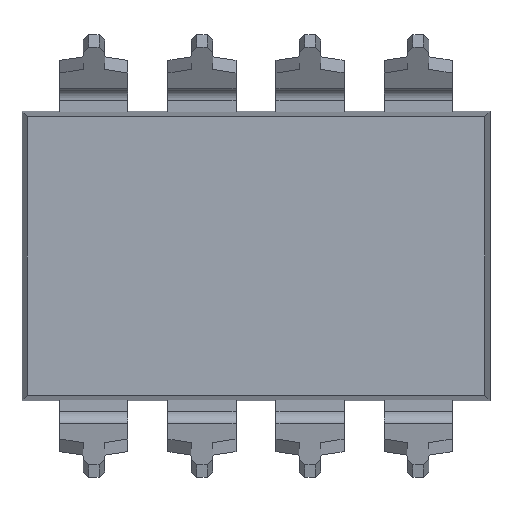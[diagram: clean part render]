
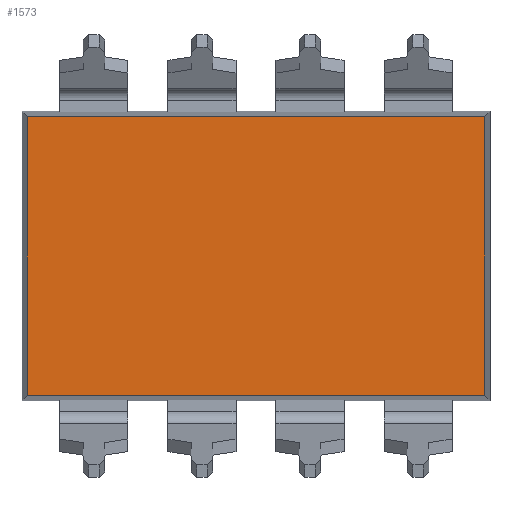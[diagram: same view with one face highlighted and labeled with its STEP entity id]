
A CAD part, front view. The second image highlights one B-rep face of the part: STEP entity #1573.
In plain terms, the highlighted planar face has unit normal (0, -1, 0).
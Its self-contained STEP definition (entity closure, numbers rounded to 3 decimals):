
#1524 = EDGE_CURVE ( 'NONE', #1538, #1549, #4142, .T. ) ;
#1525 = VERTEX_POINT ( 'NONE', #4139 ) ;
#1538 = VERTEX_POINT ( 'NONE', #4211 ) ;
#1539 = VERTEX_POINT ( 'NONE', #4185 ) ;
#1541 = EDGE_CURVE ( 'NONE', #1549, #1539, #4206, .T. ) ;
#1547 = ORIENTED_EDGE ( 'NONE', *, *, #1541, .F. ) ;
#1549 = VERTEX_POINT ( 'NONE', #4204 ) ;
#1562 = ORIENTED_EDGE ( 'NONE', *, *, #1563, .F. ) ;
#1563 = EDGE_CURVE ( 'NONE', #1539, #1525, #4205, .T. ) ;
#1569 = ORIENTED_EDGE ( 'NONE', *, *, #1524, .F. ) ;
#1573 = ADVANCED_FACE ( 'NONE', ( #4234 ), #4237, .F. ) ;
#1575 = ORIENTED_EDGE ( 'NONE', *, *, #1582, .F. ) ;
#1580 = EDGE_LOOP ( 'NONE', ( #1547, #1569, #1575, #1562 ) ) ;
#1582 = EDGE_CURVE ( 'NONE', #1525, #1538, #4274, .T. ) ;
#4139 = CARTESIAN_POINT ( 'NONE',  ( -5.378, -1.6, -3.278 ) ) ;
#4142 = LINE ( 'NONE', #4145, #4144 ) ;
#4144 = VECTOR ( 'NONE', #4188, 1000. ) ;
#4145 = CARTESIAN_POINT ( 'NONE',  ( 5.5, -1.6, 3.278 ) ) ;
#4185 = CARTESIAN_POINT ( 'NONE',  ( 5.378, -1.6, -3.278 ) ) ;
#4188 = DIRECTION ( 'NONE',  ( 1., 0., 0. ) ) ;
#4192 = DIRECTION ( 'NONE',  ( -1., 0., 0. ) ) ;
#4193 = CARTESIAN_POINT ( 'NONE',  ( 5.5, -1.6, -3.278 ) ) ;
#4203 = VECTOR ( 'NONE', #4212, 1000. ) ;
#4204 = CARTESIAN_POINT ( 'NONE',  ( 5.378, -1.6, 3.278 ) ) ;
#4205 = LINE ( 'NONE', #4193, #4238 ) ;
#4206 = LINE ( 'NONE', #4213, #4203 ) ;
#4211 = CARTESIAN_POINT ( 'NONE',  ( -5.378, -1.6, 3.278 ) ) ;
#4212 = DIRECTION ( 'NONE',  ( 0., 0., -1. ) ) ;
#4213 = CARTESIAN_POINT ( 'NONE',  ( 5.378, -1.6, 3.4 ) ) ;
#4227 = DIRECTION ( 'NONE',  ( 0., 0., 1. ) ) ;
#4228 = DIRECTION ( 'NONE',  ( 0., 1., 0. ) ) ;
#4234 = FACE_OUTER_BOUND ( 'NONE', #1580, .T. ) ;
#4236 = AXIS2_PLACEMENT_3D ( 'NONE', #4241, #4228, #4227 ) ;
#4237 = PLANE ( 'NONE',  #4236 ) ;
#4238 = VECTOR ( 'NONE', #4192, 1000. ) ;
#4241 = CARTESIAN_POINT ( 'NONE',  ( 5.5, -1.6, 3.4 ) ) ;
#4271 = DIRECTION ( 'NONE',  ( 0., 0., 1. ) ) ;
#4272 = VECTOR ( 'NONE', #4271, 1000. ) ;
#4273 = CARTESIAN_POINT ( 'NONE',  ( -5.378, -1.6, 3.4 ) ) ;
#4274 = LINE ( 'NONE', #4273, #4272 ) ;
